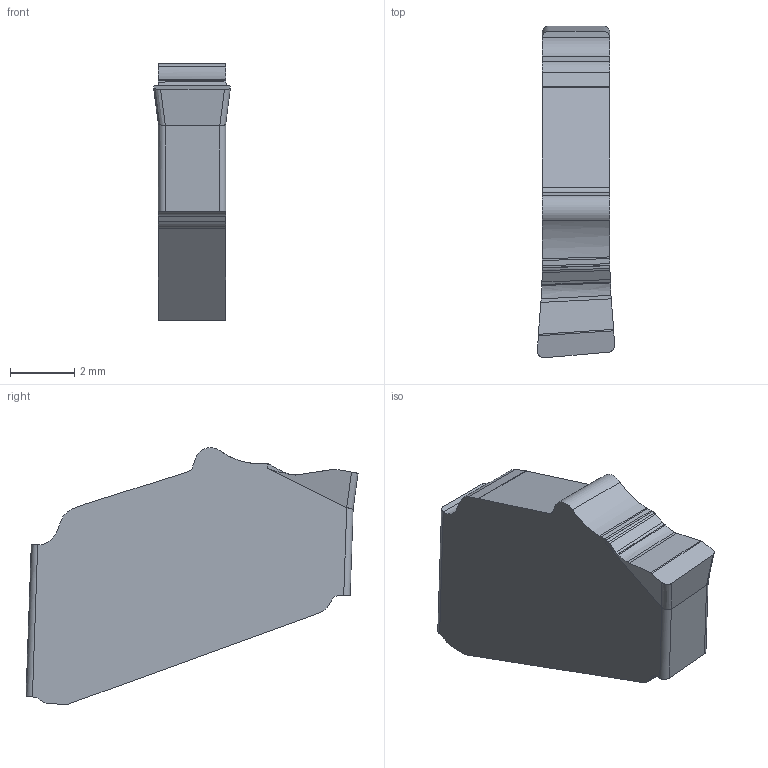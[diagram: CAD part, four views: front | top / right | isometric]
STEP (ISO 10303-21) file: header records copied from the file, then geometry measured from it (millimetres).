
FILE_DESCRIPTION(/* description */ (''),/* implementation_level */ '2;1');
FILE_NAME(/* name */ 'GW1M0239E020R05-GM.stp',/* time_stamp */ '2021-08-05T09:34:41+09:00',/* author */ (''),/* organization */ (''),/* preprocessor_version */ 'ST-DEVELOPER v16',/* originating_system */ 'SIEMENS PLM Software NX 10.0',/* authorisation */ '');
FILE_SCHEMA (('AUTOMOTIVE_DESIGN { 1 0 10303 214 3 1 1 1 }'));
Length unit declared in the file: millimetre
Products named in the file (1): GW1M0239E020R05-GM
Bounding box: 2.39 x 10.33 x 7.99 mm (x, y, z)
Volume: 114.7 mm3; surface area: 173 mm2
Topology: 1 solids, 1 shells, 52 faces, 199 edges, 208 vertices
Faces by surface type: plane 23, bspline 14, cylinder 13, extrusion 2
Entity records: 2670 total; most frequent: CARTESIAN_POINT 956, ORIENTED_EDGE 284, DIRECTION 275, EDGE_CURVE 142, VECTOR 105, LINE 103, VERTEX_POINT 92, AXIS2_PLACEMENT_3D 85
